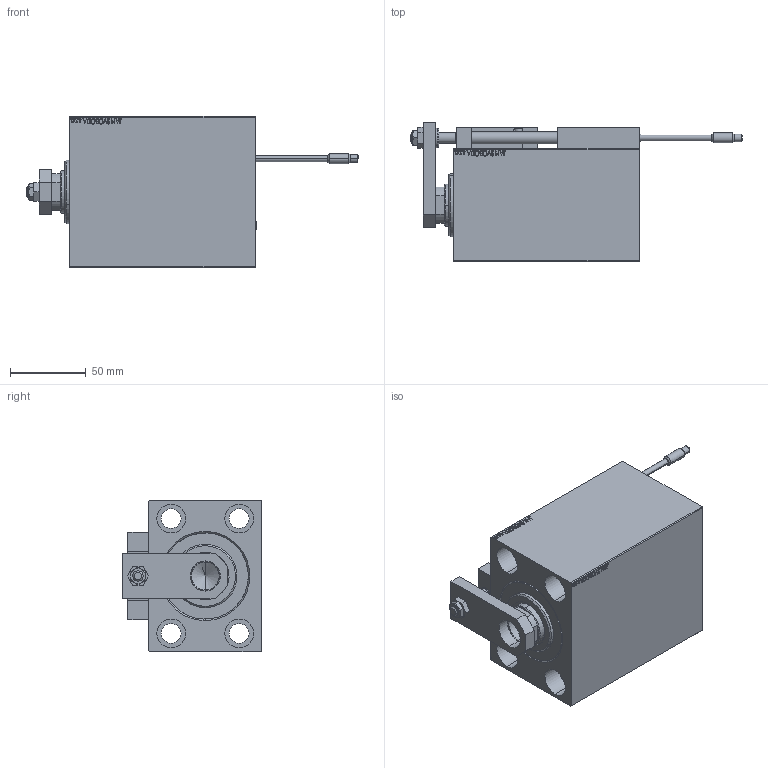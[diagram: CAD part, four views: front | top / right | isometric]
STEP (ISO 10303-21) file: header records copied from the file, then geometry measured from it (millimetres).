
FILE_DESCRIPTION (( 'STEP AP203' ), '1' );
FILE_NAME ('9bda.STEP', '2021-03-18T19:03:01', ( '' ), ( '' ), 'SwSTEP 2.0', 'SolidWorks 2019', '' );
FILE_SCHEMA (( 'CONFIG_CONTROL_DESIGN' ));
Length unit declared in the file: millimetre
Products named in the file (16): KONCOVKA_Y c7202811a9352b2e0e5a36b728a125d3; 9bda; SWITCH DIM B,W c7202811a9352b2e0e5a36b728a125d3; TYC_L79 c7202811a9352b2e0e5a36b728a125d3; SWITCH_X_FRONT_BACK c7202811a9352b2e0e5a36b728a125d3; V450CM_VC_B c7202811a9352b2e0e5a36b728a125d3; NUT_D10 c7202811a9352b2e0e5a36b728a125d3; MAGNET c7202811a9352b2e0e5a36b728a125d3; NUT_D12 c7202811a9352b2e0e5a36b728a125d3; ALLEN BOLT D8 c7202811a9352b2e0e5a36b728a125d3; V450CM_C c7202811a9352b2e0e5a36b728a125d3; ALLEN BOLT D5 c7202811a9352b2e0e5a36b728a125d3; SWITCH X c7202811a9352b2e0e5a36b728a125d3; V450CM_C_VCP c7202811a9352b2e0e5a36b728a125d3; ZARAZKA c7202811a9352b2e0e5a36b728a125d3; Block c7202811a9352b2e0e5a36b728a125d3
Assembly tree (25 placements, depth 3):
  9bda
    V450CM_C c7202811a9352b2e0e5a36b728a125d3
    SWITCH X c7202811a9352b2e0e5a36b728a125d3
      SWITCH_X_FRONT_BACK c7202811a9352b2e0e5a36b728a125d3  x2
      TYC_L79 c7202811a9352b2e0e5a36b728a125d3
      Block c7202811a9352b2e0e5a36b728a125d3  x2
      ALLEN BOLT D5 c7202811a9352b2e0e5a36b728a125d3  x4
      ALLEN BOLT D8 c7202811a9352b2e0e5a36b728a125d3  x4
      MAGNET c7202811a9352b2e0e5a36b728a125d3  x2
      KONCOVKA_Y c7202811a9352b2e0e5a36b728a125d3  x2
    NUT_D12 c7202811a9352b2e0e5a36b728a125d3
    SWITCH DIM B,W c7202811a9352b2e0e5a36b728a125d3
    ZARAZKA c7202811a9352b2e0e5a36b728a125d3
    NUT_D10 c7202811a9352b2e0e5a36b728a125d3
    V450CM_C_VCP c7202811a9352b2e0e5a36b728a125d3
    V450CM_VC_B c7202811a9352b2e0e5a36b728a125d3
Bounding box: 219.7 x 92.5 x 100 mm (x, y, z)
Volume: 829547.7 mm3; surface area: 156053.7 mm2
Topology: 24 solids, 24 shells, 1324 faces, 3161 edges, 2016 vertices
Faces by surface type: plane 571, bspline 380, cylinder 200, cone 121, torus 48, sphere 4
Entity records: 51334 total; most frequent: CARTESIAN_POINT 26266, ORIENTED_EDGE 5298, DIRECTION 3608, EDGE_CURVE 2649, VERTEX_POINT 1728, VECTOR 1512, LINE 1512, EDGE_LOOP 1227
